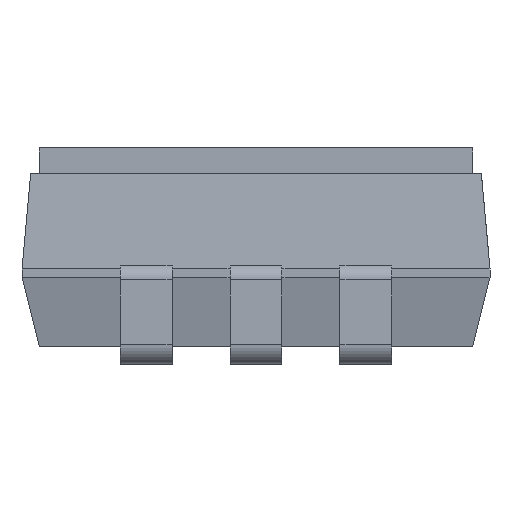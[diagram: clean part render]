
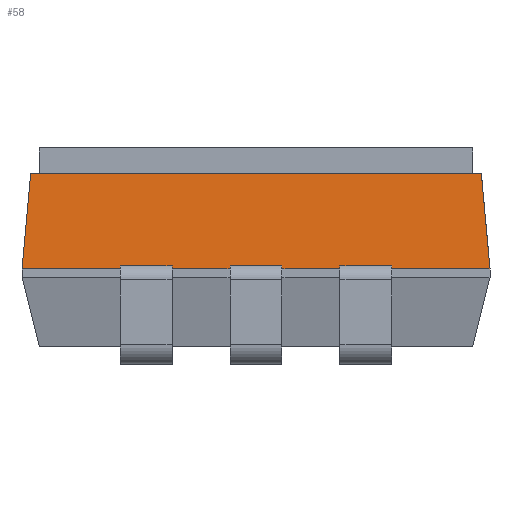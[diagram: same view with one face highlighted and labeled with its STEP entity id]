
A CAD part, front view. The second image highlights one B-rep face of the part: STEP entity #58.
In plain terms, the highlighted planar face has unit normal (0, -0.996, 0.09).
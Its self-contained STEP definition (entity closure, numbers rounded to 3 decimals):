
#10 = ORIENTED_EDGE ( 'NONE', *, *, #13399, .F. ) ;
#58 = ADVANCED_FACE ( 'NONE', ( #2547 ), #4996, .F. ) ;
#191 = CARTESIAN_POINT ( 'NONE',  ( -1.57, -2.7, 1.1 ) ) ;
#214 = EDGE_CURVE ( 'NONE', #12356, #12445, #3170, .T. ) ;
#380 = EDGE_CURVE ( 'NONE', #4679, #12869, #8310, .T. ) ;
#404 = VERTEX_POINT ( 'NONE', #15589 ) ;
#828 = VERTEX_POINT ( 'NONE', #6582 ) ;
#844 = ORIENTED_EDGE ( 'NONE', *, *, #3521, .F. ) ;
#888 = VECTOR ( 'NONE', #6682, 1000. ) ;
#895 = VECTOR ( 'NONE', #10097, 1000. ) ;
#1125 = DIRECTION ( 'NONE',  ( 0., -0.091, -0.996 ) ) ;
#1139 = EDGE_CURVE ( 'NONE', #15527, #6853, #4614, .T. ) ;
#1180 = DIRECTION ( 'NONE',  ( -1., 0., 0. ) ) ;
#1222 = CARTESIAN_POINT ( 'NONE',  ( -0.3, -2.697, 1.135 ) ) ;
#1441 = VECTOR ( 'NONE', #10610, 1000. ) ;
#1466 = CARTESIAN_POINT ( 'NONE',  ( -2.705, -2.7, 1.1 ) ) ;
#1532 = EDGE_CURVE ( 'NONE', #13936, #5422, #6972, .T. ) ;
#1668 = VECTOR ( 'NONE', #5967, 1000. ) ;
#1686 = ORIENTED_EDGE ( 'NONE', *, *, #380, .F. ) ;
#1840 = CARTESIAN_POINT ( 'NONE',  ( 0.3, -2.6, 2.2 ) ) ;
#1942 = CARTESIAN_POINT ( 'NONE',  ( 0., -2.697, 1.135 ) ) ;
#1991 = DIRECTION ( 'NONE',  ( 0., -0.091, -0.996 ) ) ;
#2236 = ORIENTED_EDGE ( 'NONE', *, *, #8125, .F. ) ;
#2284 = VECTOR ( 'NONE', #1991, 1000. ) ;
#2307 = VECTOR ( 'NONE', #1180, 1000. ) ;
#2547 = FACE_OUTER_BOUND ( 'NONE', #10977, .T. ) ;
#2592 = CARTESIAN_POINT ( 'NONE',  ( -2.705, -2.7, 1.1 ) ) ;
#2815 = VERTEX_POINT ( 'NONE', #7669 ) ;
#2908 = VECTOR ( 'NONE', #7093, 1000. ) ;
#2980 = LINE ( 'NONE', #5905, #15062 ) ;
#3128 = EDGE_CURVE ( 'NONE', #8417, #6817, #13830, .T. ) ;
#3170 = LINE ( 'NONE', #14426, #2307 ) ;
#3441 = DIRECTION ( 'NONE',  ( 0., 0.091, 0.996 ) ) ;
#3492 = LINE ( 'NONE', #3568, #5560 ) ;
#3521 = EDGE_CURVE ( 'NONE', #6853, #11152, #5334, .T. ) ;
#3542 = DIRECTION ( 'NONE',  ( 1., 0., 0. ) ) ;
#3560 = CARTESIAN_POINT ( 'NONE',  ( -2.705, -2.7, 1.1 ) ) ;
#3568 = CARTESIAN_POINT ( 'NONE',  ( -2.705, -2.7, 1.1 ) ) ;
#3793 = CARTESIAN_POINT ( 'NONE',  ( -0.97, -2.7, 1.1 ) ) ;
#3890 = CARTESIAN_POINT ( 'NONE',  ( 0., -2.6, 2.2 ) ) ;
#4614 = LINE ( 'NONE', #14522, #15477 ) ;
#4673 = CARTESIAN_POINT ( 'NONE',  ( 2.605, -2.6, 2.2 ) ) ;
#4679 = VERTEX_POINT ( 'NONE', #7229 ) ;
#4779 = ORIENTED_EDGE ( 'NONE', *, *, #3128, .F. ) ;
#4813 = LINE ( 'NONE', #2592, #5111 ) ;
#4996 = PLANE ( 'NONE',  #8608 ) ;
#5111 = VECTOR ( 'NONE', #14490, 1000. ) ;
#5277 = CARTESIAN_POINT ( 'NONE',  ( 1.57, -2.7, 1.1 ) ) ;
#5334 = LINE ( 'NONE', #10853, #10779 ) ;
#5422 = VERTEX_POINT ( 'NONE', #1466 ) ;
#5560 = VECTOR ( 'NONE', #9590, 1000. ) ;
#5749 = LINE ( 'NONE', #8128, #2908 ) ;
#5897 = LINE ( 'NONE', #10138, #7985 ) ;
#5905 = CARTESIAN_POINT ( 'NONE',  ( -0.97, -2.6, 2.2 ) ) ;
#5967 = DIRECTION ( 'NONE',  ( -1., 0., 0. ) ) ;
#6017 = ORIENTED_EDGE ( 'NONE', *, *, #1139, .F. ) ;
#6107 = CARTESIAN_POINT ( 'NONE',  ( -2.584, -2.579, 2.433 ) ) ;
#6141 = VECTOR ( 'NONE', #7638, 1000. ) ;
#6148 = VERTEX_POINT ( 'NONE', #3793 ) ;
#6375 = LINE ( 'NONE', #8982, #6141 ) ;
#6567 = VECTOR ( 'NONE', #6843, 1000. ) ;
#6582 = CARTESIAN_POINT ( 'NONE',  ( -0.3, -2.7, 1.1 ) ) ;
#6592 = CARTESIAN_POINT ( 'NONE',  ( 0.3, -2.697, 1.135 ) ) ;
#6682 = DIRECTION ( 'NONE',  ( 0., 0.091, 0.996 ) ) ;
#6817 = VERTEX_POINT ( 'NONE', #1222 ) ;
#6843 = DIRECTION ( 'NONE',  ( 0.09, 0.09, 0.992 ) ) ;
#6853 = VERTEX_POINT ( 'NONE', #11920 ) ;
#6972 = LINE ( 'NONE', #3560, #1441 ) ;
#7064 = DIRECTION ( 'NONE',  ( -1., 0., 0. ) ) ;
#7093 = DIRECTION ( 'NONE',  ( 0.09, -0.09, -0.992 ) ) ;
#7159 = EDGE_CURVE ( 'NONE', #11152, #8417, #15075, .T. ) ;
#7229 = CARTESIAN_POINT ( 'NONE',  ( -2.605, -2.6, 2.2 ) ) ;
#7346 = EDGE_CURVE ( 'NONE', #12272, #2815, #5897, .T. ) ;
#7493 = ORIENTED_EDGE ( 'NONE', *, *, #7346, .F. ) ;
#7579 = ORIENTED_EDGE ( 'NONE', *, *, #1532, .F. ) ;
#7617 = DIRECTION ( 'NONE',  ( 0., 0.091, 0.996 ) ) ;
#7638 = DIRECTION ( 'NONE',  ( 0., -0.091, -0.996 ) ) ;
#7669 = CARTESIAN_POINT ( 'NONE',  ( 1.57, -2.697, 1.135 ) ) ;
#7761 = EDGE_CURVE ( 'NONE', #6148, #12356, #2980, .T. ) ;
#7985 = VECTOR ( 'NONE', #7617, 1000. ) ;
#8043 = LINE ( 'NONE', #6107, #6567 ) ;
#8065 = CARTESIAN_POINT ( 'NONE',  ( -0.97, -2.697, 1.135 ) ) ;
#8125 = EDGE_CURVE ( 'NONE', #12869, #404, #5749, .T. ) ;
#8128 = CARTESIAN_POINT ( 'NONE',  ( 2.584, -2.579, 2.433 ) ) ;
#8145 = ORIENTED_EDGE ( 'NONE', *, *, #14175, .F. ) ;
#8185 = LINE ( 'NONE', #15623, #2284 ) ;
#8310 = LINE ( 'NONE', #13051, #10900 ) ;
#8417 = VERTEX_POINT ( 'NONE', #6592 ) ;
#8608 = AXIS2_PLACEMENT_3D ( 'NONE', #3890, #11174, #8729 ) ;
#8626 = EDGE_CURVE ( 'NONE', #2815, #15527, #10867, .T. ) ;
#8729 = DIRECTION ( 'NONE',  ( -1., 0., 0. ) ) ;
#8854 = ORIENTED_EDGE ( 'NONE', *, *, #214, .F. ) ;
#8982 = CARTESIAN_POINT ( 'NONE',  ( -0.3, -2.6, 2.2 ) ) ;
#9048 = ORIENTED_EDGE ( 'NONE', *, *, #15488, .F. ) ;
#9160 = CARTESIAN_POINT ( 'NONE',  ( 0.3, -2.7, 1.1 ) ) ;
#9590 = DIRECTION ( 'NONE',  ( -1., 0., 0. ) ) ;
#9880 = ORIENTED_EDGE ( 'NONE', *, *, #7159, .F. ) ;
#9934 = CARTESIAN_POINT ( 'NONE',  ( -1.57, -2.697, 1.135 ) ) ;
#10066 = ORIENTED_EDGE ( 'NONE', *, *, #12085, .F. ) ;
#10097 = DIRECTION ( 'NONE',  ( -1., 0., 0. ) ) ;
#10138 = CARTESIAN_POINT ( 'NONE',  ( 1.57, -2.6, 2.2 ) ) ;
#10549 = CARTESIAN_POINT ( 'NONE',  ( 0.97, -2.697, 1.135 ) ) ;
#10551 = ORIENTED_EDGE ( 'NONE', *, *, #8626, .F. ) ;
#10610 = DIRECTION ( 'NONE',  ( -1., 0., 0. ) ) ;
#10779 = VECTOR ( 'NONE', #7064, 1000. ) ;
#10853 = CARTESIAN_POINT ( 'NONE',  ( -2.705, -2.7, 1.1 ) ) ;
#10867 = LINE ( 'NONE', #11977, #1668 ) ;
#10900 = VECTOR ( 'NONE', #3542, 1000. ) ;
#10977 = EDGE_LOOP ( 'NONE', ( #9048, #8854, #14970, #10066, #13570, #4779, #9880, #844, #6017, #10551, #7493, #10, #2236, #1686, #8145, #7579 ) ) ;
#11152 = VERTEX_POINT ( 'NONE', #9160 ) ;
#11174 = DIRECTION ( 'NONE',  ( 0., 0.996, -0.091 ) ) ;
#11920 = CARTESIAN_POINT ( 'NONE',  ( 0.97, -2.7, 1.1 ) ) ;
#11977 = CARTESIAN_POINT ( 'NONE',  ( 1.27, -2.697, 1.135 ) ) ;
#12085 = EDGE_CURVE ( 'NONE', #828, #6148, #4813, .T. ) ;
#12272 = VERTEX_POINT ( 'NONE', #5277 ) ;
#12356 = VERTEX_POINT ( 'NONE', #8065 ) ;
#12445 = VERTEX_POINT ( 'NONE', #9934 ) ;
#12568 = EDGE_CURVE ( 'NONE', #6817, #828, #6375, .T. ) ;
#12869 = VERTEX_POINT ( 'NONE', #4673 ) ;
#13051 = CARTESIAN_POINT ( 'NONE',  ( 0., -2.6, 2.2 ) ) ;
#13399 = EDGE_CURVE ( 'NONE', #404, #12272, #3492, .T. ) ;
#13570 = ORIENTED_EDGE ( 'NONE', *, *, #12568, .F. ) ;
#13830 = LINE ( 'NONE', #1942, #895 ) ;
#13936 = VERTEX_POINT ( 'NONE', #191 ) ;
#14175 = EDGE_CURVE ( 'NONE', #5422, #4679, #8043, .T. ) ;
#14426 = CARTESIAN_POINT ( 'NONE',  ( -1.27, -2.697, 1.135 ) ) ;
#14490 = DIRECTION ( 'NONE',  ( -1., 0., 0. ) ) ;
#14522 = CARTESIAN_POINT ( 'NONE',  ( 0.97, -2.6, 2.2 ) ) ;
#14970 = ORIENTED_EDGE ( 'NONE', *, *, #7761, .F. ) ;
#15062 = VECTOR ( 'NONE', #3441, 1000. ) ;
#15075 = LINE ( 'NONE', #1840, #888 ) ;
#15477 = VECTOR ( 'NONE', #1125, 1000. ) ;
#15488 = EDGE_CURVE ( 'NONE', #12445, #13936, #8185, .T. ) ;
#15527 = VERTEX_POINT ( 'NONE', #10549 ) ;
#15589 = CARTESIAN_POINT ( 'NONE',  ( 2.705, -2.7, 1.1 ) ) ;
#15623 = CARTESIAN_POINT ( 'NONE',  ( -1.57, -2.6, 2.2 ) ) ;
